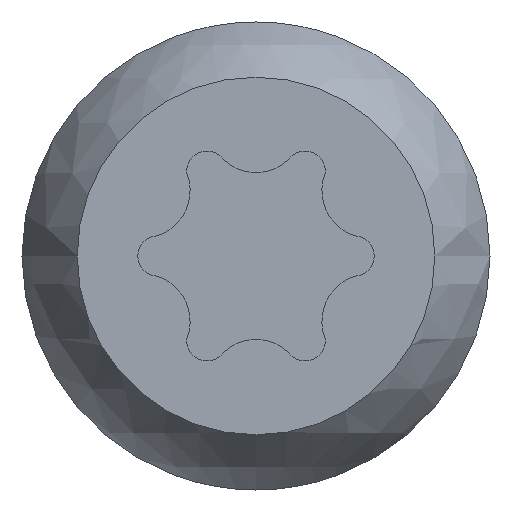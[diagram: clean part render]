
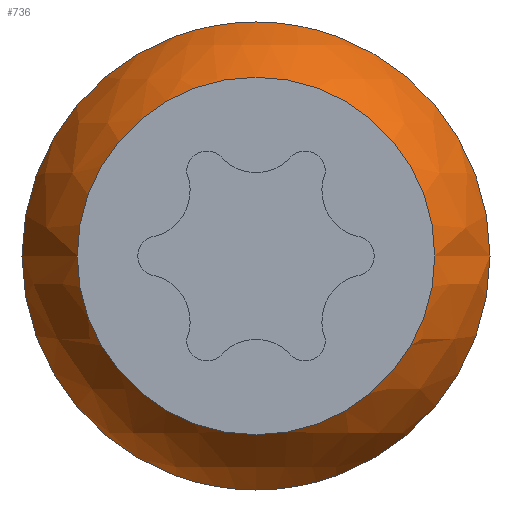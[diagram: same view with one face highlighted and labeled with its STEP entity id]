
A CAD part, front view. The second image highlights one B-rep face of the part: STEP entity #736.
In plain terms, the highlighted spherical face has radius 2.993 mm.
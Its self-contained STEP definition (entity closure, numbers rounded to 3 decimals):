
#4=FACE_BOUND('',#149,.T.);
#6=SPHERICAL_SURFACE('',#803,2.993);
#52=CIRCLE('',#802,2.85);
#53=CIRCLE('',#804,2.177);
#100=FACE_OUTER_BOUND('',#148,.T.);
#148=EDGE_LOOP('',(#658,#659));
#149=EDGE_LOOP('',(#660));
#299=VERTEX_POINT('',#2346);
#300=VERTEX_POINT('',#2347);
#301=VERTEX_POINT('',#2351);
#422=EDGE_CURVE('',#299,#300,#52,.T.);
#423=EDGE_CURVE('',#300,#299,#52,.T.);
#425=EDGE_CURVE('',#301,#301,#53,.T.);
#658=ORIENTED_EDGE('',*,*,#422,.T.);
#659=ORIENTED_EDGE('',*,*,#423,.T.);
#660=ORIENTED_EDGE('',*,*,#425,.F.);
#736=ADVANCED_FACE('',(#100,#4),#6,.T.);
#802=AXIS2_PLACEMENT_3D('',#2348,#813,#811);
#803=AXIS2_PLACEMENT_3D('',#2350,#824,#811);
#804=AXIS2_PLACEMENT_3D('',#2352,#813,#811);
#811=DIRECTION('ref_axis',(1.,0.,0.));
#813=DIRECTION('center_axis',(0.,-1.,0.));
#824=DIRECTION('center_axis',(0.,0.,1.));
#2346=CARTESIAN_POINT('',(2.85,-0.509,0.));
#2347=CARTESIAN_POINT('',(-2.85,-0.509,0.));
#2348=CARTESIAN_POINT('Origin',(0.,-0.509,0.));
#2350=CARTESIAN_POINT('Origin',(0.,0.403,0.));
#2351=CARTESIAN_POINT('',(2.177,-1.65,0.));
#2352=CARTESIAN_POINT('Origin',(0.,-1.65,0.));
